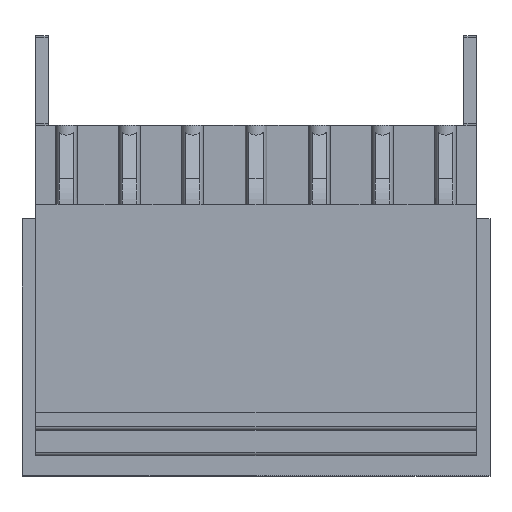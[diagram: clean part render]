
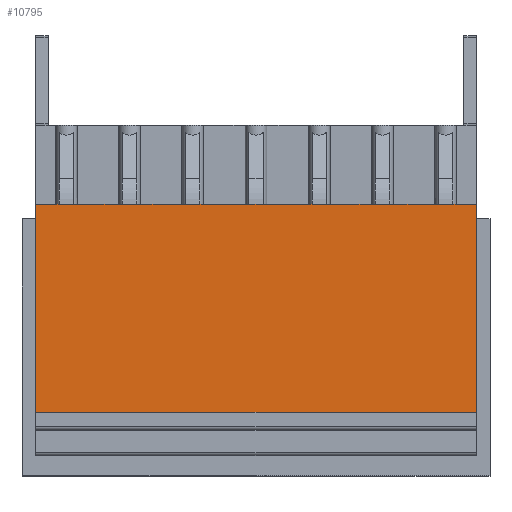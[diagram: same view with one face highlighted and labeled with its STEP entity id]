
A CAD part, top view. The second image highlights one B-rep face of the part: STEP entity #10795.
In plain terms, the highlighted planar face has unit normal (0, 0, 1).
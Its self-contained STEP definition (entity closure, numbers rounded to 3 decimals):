
#10506=AXIS2_PLACEMENT_3D('Plane Axis2P3D',#10503,#10504,#10505) ;
#10503=CARTESIAN_POINT('Axis2P3D Location',(0.,2.5,33.)) ;
#10636=CARTESIAN_POINT('Vertex',(25.15,3.5,33.)) ;
#10639=CARTESIAN_POINT('Line Origine',(12.95,3.5,33.)) ;
#10643=CARTESIAN_POINT('Vertex',(0.75,3.5,33.)) ;
#10658=CARTESIAN_POINT('Line Origine',(25.15,9.25,33.)) ;
#10662=CARTESIAN_POINT('Vertex',(25.15,15.,33.)) ;
#10665=CARTESIAN_POINT('Line Origine',(24.5,15.,33.)) ;
#10669=CARTESIAN_POINT('Vertex',(23.85,15.,33.)) ;
#10672=CARTESIAN_POINT('Line Origine',(23.45,15.,33.)) ;
#10676=CARTESIAN_POINT('Vertex',(23.05,15.,33.)) ;
#10679=CARTESIAN_POINT('Line Origine',(21.7,15.,33.)) ;
#10683=CARTESIAN_POINT('Vertex',(20.35,15.,33.)) ;
#10686=CARTESIAN_POINT('Line Origine',(19.95,15.,33.)) ;
#10690=CARTESIAN_POINT('Vertex',(19.55,15.,33.)) ;
#10693=CARTESIAN_POINT('Line Origine',(18.2,15.,33.)) ;
#10697=CARTESIAN_POINT('Vertex',(16.85,15.,33.)) ;
#10700=CARTESIAN_POINT('Line Origine',(16.45,15.,33.)) ;
#10704=CARTESIAN_POINT('Vertex',(16.05,15.,33.)) ;
#10707=CARTESIAN_POINT('Line Origine',(14.7,15.,33.)) ;
#10711=CARTESIAN_POINT('Vertex',(13.35,15.,33.)) ;
#10714=CARTESIAN_POINT('Line Origine',(12.95,15.,33.)) ;
#10718=CARTESIAN_POINT('Vertex',(12.55,15.,33.)) ;
#10721=CARTESIAN_POINT('Line Origine',(11.2,15.,33.)) ;
#10725=CARTESIAN_POINT('Vertex',(9.85,15.,33.)) ;
#10728=CARTESIAN_POINT('Line Origine',(9.45,15.,33.)) ;
#10732=CARTESIAN_POINT('Vertex',(9.05,15.,33.)) ;
#10735=CARTESIAN_POINT('Line Origine',(7.7,15.,33.)) ;
#10739=CARTESIAN_POINT('Vertex',(6.35,15.,33.)) ;
#10742=CARTESIAN_POINT('Line Origine',(5.95,15.,33.)) ;
#10746=CARTESIAN_POINT('Vertex',(5.55,15.,33.)) ;
#10749=CARTESIAN_POINT('Line Origine',(4.2,15.,33.)) ;
#10753=CARTESIAN_POINT('Vertex',(2.85,15.,33.)) ;
#10756=CARTESIAN_POINT('Line Origine',(2.45,15.,33.)) ;
#10760=CARTESIAN_POINT('Vertex',(2.05,15.,33.)) ;
#10763=CARTESIAN_POINT('Line Origine',(1.4,15.,33.)) ;
#10767=CARTESIAN_POINT('Vertex',(0.75,15.,33.)) ;
#10770=CARTESIAN_POINT('Line Origine',(0.75,9.25,33.)) ;
#10504=DIRECTION('Axis2P3D Direction',(-0.,0.,1.)) ;
#10505=DIRECTION('Axis2P3D XDirection',(0.,-1.,0.)) ;
#10640=DIRECTION('Vector Direction',(1.,0.,0.)) ;
#10659=DIRECTION('Vector Direction',(0.,-1.,0.)) ;
#10666=DIRECTION('Vector Direction',(1.,0.,0.)) ;
#10673=DIRECTION('Vector Direction',(1.,0.,0.)) ;
#10680=DIRECTION('Vector Direction',(1.,0.,0.)) ;
#10687=DIRECTION('Vector Direction',(1.,0.,0.)) ;
#10694=DIRECTION('Vector Direction',(1.,0.,0.)) ;
#10701=DIRECTION('Vector Direction',(1.,0.,0.)) ;
#10708=DIRECTION('Vector Direction',(1.,0.,0.)) ;
#10715=DIRECTION('Vector Direction',(1.,0.,0.)) ;
#10722=DIRECTION('Vector Direction',(1.,0.,0.)) ;
#10729=DIRECTION('Vector Direction',(1.,0.,0.)) ;
#10736=DIRECTION('Vector Direction',(1.,0.,0.)) ;
#10743=DIRECTION('Vector Direction',(1.,0.,0.)) ;
#10750=DIRECTION('Vector Direction',(1.,0.,0.)) ;
#10757=DIRECTION('Vector Direction',(1.,0.,0.)) ;
#10764=DIRECTION('Vector Direction',(1.,0.,0.)) ;
#10771=DIRECTION('Vector Direction',(0.,-1.,0.)) ;
#10641=VECTOR('Line Direction',#10640,1.) ;
#10660=VECTOR('Line Direction',#10659,1.) ;
#10667=VECTOR('Line Direction',#10666,1.) ;
#10674=VECTOR('Line Direction',#10673,1.) ;
#10681=VECTOR('Line Direction',#10680,1.) ;
#10688=VECTOR('Line Direction',#10687,1.) ;
#10695=VECTOR('Line Direction',#10694,1.) ;
#10702=VECTOR('Line Direction',#10701,1.) ;
#10709=VECTOR('Line Direction',#10708,1.) ;
#10716=VECTOR('Line Direction',#10715,1.) ;
#10723=VECTOR('Line Direction',#10722,1.) ;
#10730=VECTOR('Line Direction',#10729,1.) ;
#10737=VECTOR('Line Direction',#10736,1.) ;
#10744=VECTOR('Line Direction',#10743,1.) ;
#10751=VECTOR('Line Direction',#10750,1.) ;
#10758=VECTOR('Line Direction',#10757,1.) ;
#10765=VECTOR('Line Direction',#10764,1.) ;
#10772=VECTOR('Line Direction',#10771,1.) ;
#10776=ORIENTED_EDGE('',*,*,#10664,.T.) ;
#10777=ORIENTED_EDGE('',*,*,#10671,.F.) ;
#10778=ORIENTED_EDGE('',*,*,#10678,.F.) ;
#10779=ORIENTED_EDGE('',*,*,#10685,.F.) ;
#10780=ORIENTED_EDGE('',*,*,#10692,.F.) ;
#10781=ORIENTED_EDGE('',*,*,#10699,.F.) ;
#10782=ORIENTED_EDGE('',*,*,#10706,.F.) ;
#10783=ORIENTED_EDGE('',*,*,#10713,.F.) ;
#10784=ORIENTED_EDGE('',*,*,#10720,.F.) ;
#10785=ORIENTED_EDGE('',*,*,#10727,.F.) ;
#10786=ORIENTED_EDGE('',*,*,#10734,.F.) ;
#10787=ORIENTED_EDGE('',*,*,#10741,.F.) ;
#10788=ORIENTED_EDGE('',*,*,#10748,.F.) ;
#10789=ORIENTED_EDGE('',*,*,#10755,.F.) ;
#10790=ORIENTED_EDGE('',*,*,#10762,.F.) ;
#10791=ORIENTED_EDGE('',*,*,#10769,.F.) ;
#10792=ORIENTED_EDGE('',*,*,#10774,.F.) ;
#10793=ORIENTED_EDGE('',*,*,#10645,.T.) ;
#10795=ADVANCED_FACE('HOUSING',(#10794),#10507,.T.) ;
#10645=EDGE_CURVE('',#10644,#10637,#10642,.T.) ;
#10664=EDGE_CURVE('',#10637,#10663,#10661,.F.) ;
#10671=EDGE_CURVE('',#10670,#10663,#10668,.T.) ;
#10678=EDGE_CURVE('',#10677,#10670,#10675,.T.) ;
#10685=EDGE_CURVE('',#10684,#10677,#10682,.T.) ;
#10692=EDGE_CURVE('',#10691,#10684,#10689,.T.) ;
#10699=EDGE_CURVE('',#10698,#10691,#10696,.T.) ;
#10706=EDGE_CURVE('',#10705,#10698,#10703,.T.) ;
#10713=EDGE_CURVE('',#10712,#10705,#10710,.T.) ;
#10720=EDGE_CURVE('',#10719,#10712,#10717,.T.) ;
#10727=EDGE_CURVE('',#10726,#10719,#10724,.T.) ;
#10734=EDGE_CURVE('',#10733,#10726,#10731,.T.) ;
#10741=EDGE_CURVE('',#10740,#10733,#10738,.T.) ;
#10748=EDGE_CURVE('',#10747,#10740,#10745,.T.) ;
#10755=EDGE_CURVE('',#10754,#10747,#10752,.T.) ;
#10762=EDGE_CURVE('',#10761,#10754,#10759,.T.) ;
#10769=EDGE_CURVE('',#10768,#10761,#10766,.T.) ;
#10774=EDGE_CURVE('',#10644,#10768,#10773,.F.) ;
#10775=EDGE_LOOP('',(#10776,#10777,#10778,#10779,#10780,#10781,#10782,#10783,#10784,#10785,#10786,#10787,#10788,#10789,#10790,#10791,#10792,#10793)) ;
#10794=FACE_OUTER_BOUND('',#10775,.T.) ;
#10642=LINE('Line',#10639,#10641) ;
#10661=LINE('Line',#10658,#10660) ;
#10668=LINE('Line',#10665,#10667) ;
#10675=LINE('Line',#10672,#10674) ;
#10682=LINE('Line',#10679,#10681) ;
#10689=LINE('Line',#10686,#10688) ;
#10696=LINE('Line',#10693,#10695) ;
#10703=LINE('Line',#10700,#10702) ;
#10710=LINE('Line',#10707,#10709) ;
#10717=LINE('Line',#10714,#10716) ;
#10724=LINE('Line',#10721,#10723) ;
#10731=LINE('Line',#10728,#10730) ;
#10738=LINE('Line',#10735,#10737) ;
#10745=LINE('Line',#10742,#10744) ;
#10752=LINE('Line',#10749,#10751) ;
#10759=LINE('Line',#10756,#10758) ;
#10766=LINE('Line',#10763,#10765) ;
#10773=LINE('Line',#10770,#10772) ;
#10507=PLANE('',#10506) ;
#10637=VERTEX_POINT('',#10636) ;
#10644=VERTEX_POINT('',#10643) ;
#10663=VERTEX_POINT('',#10662) ;
#10670=VERTEX_POINT('',#10669) ;
#10677=VERTEX_POINT('',#10676) ;
#10684=VERTEX_POINT('',#10683) ;
#10691=VERTEX_POINT('',#10690) ;
#10698=VERTEX_POINT('',#10697) ;
#10705=VERTEX_POINT('',#10704) ;
#10712=VERTEX_POINT('',#10711) ;
#10719=VERTEX_POINT('',#10718) ;
#10726=VERTEX_POINT('',#10725) ;
#10733=VERTEX_POINT('',#10732) ;
#10740=VERTEX_POINT('',#10739) ;
#10747=VERTEX_POINT('',#10746) ;
#10754=VERTEX_POINT('',#10753) ;
#10761=VERTEX_POINT('',#10760) ;
#10768=VERTEX_POINT('',#10767) ;
